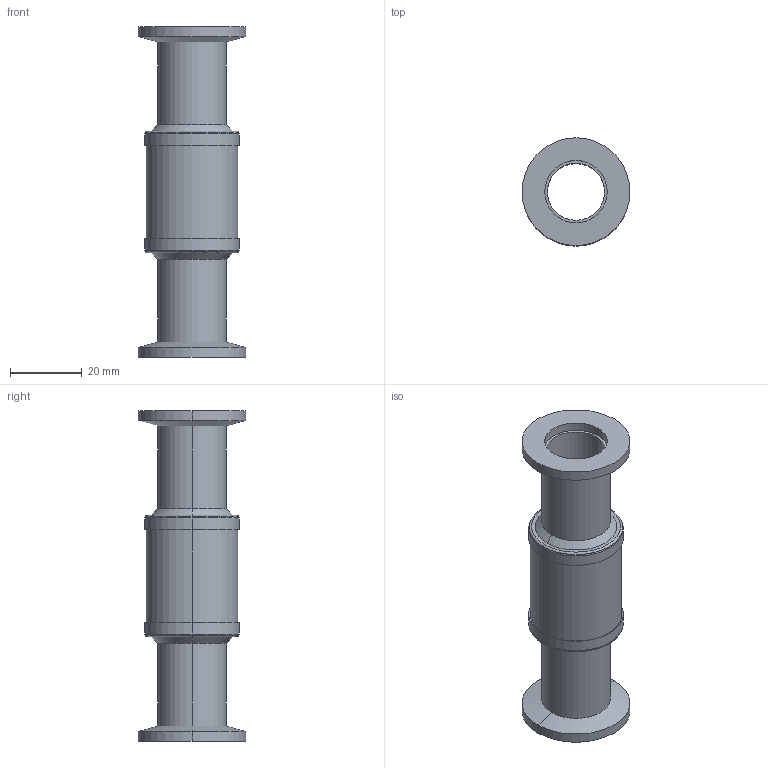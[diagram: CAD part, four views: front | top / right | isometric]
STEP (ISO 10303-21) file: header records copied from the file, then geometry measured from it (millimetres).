
FILE_DESCRIPTION (( 'STEP AP214' ), '1' );
FILE_NAME ('120XIS016-15.step', '2017-07-10T09:14:49', ( 'install' ), ( '' ), 'SwSTEP 2.0', 'SolidWorks 2015', '' );
FILE_SCHEMA (( 'AUTOMOTIVE_DESIGN' ));
Length unit declared in the file: inch
Products named in the file (1): 120XIS016-15
Bounding box: 29.97 x 29.97 x 91.95 mm (x, y, z)
Volume: 14195.9 mm3; surface area: 15029 mm2
Topology: 1 solids, 1 shells, 100 faces, 216 edges, 136 vertices
Faces by surface type: cylinder 52, cone 20, plane 20, bspline 8
Entity records: 3002 total; most frequent: CARTESIAN_POINT 669, DIRECTION 530, ORIENTED_EDGE 432, AXIS2_PLACEMENT_3D 229, EDGE_CURVE 216, VERTEX_POINT 136, CIRCLE 136, EDGE_LOOP 120
